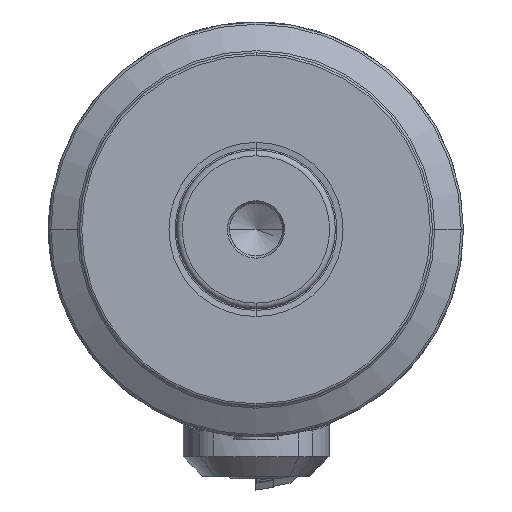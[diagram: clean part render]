
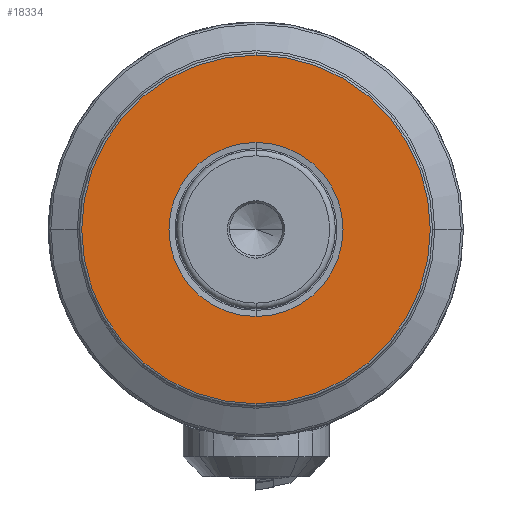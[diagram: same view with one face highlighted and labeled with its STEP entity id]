
A CAD part, left-side view. The second image highlights one B-rep face of the part: STEP entity #18334.
In plain terms, the highlighted planar face has unit normal (-1, 0, 0).
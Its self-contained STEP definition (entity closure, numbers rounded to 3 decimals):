
#1513 = ORIENTED_EDGE ( 'NONE', *, *, #28205, .T. ) ;
#1935 = DIRECTION ( 'NONE',  ( -1., 0., 0. ) ) ;
#3586 = VERTEX_POINT ( 'NONE', #16982 ) ;
#5374 = DIRECTION ( 'NONE',  ( -1., 0., 0. ) ) ;
#5798 = VERTEX_POINT ( 'NONE', #10271 ) ;
#6385 = ORIENTED_EDGE ( 'NONE', *, *, #9423, .F. ) ;
#7181 = CARTESIAN_POINT ( 'NONE',  ( 0., 0., -39.5 ) ) ;
#7843 = CARTESIAN_POINT ( 'NONE',  ( 0., 19.715, 0. ) ) ;
#7960 = CIRCLE ( 'NONE', #8532, 19.715 ) ;
#8532 = AXIS2_PLACEMENT_3D ( 'NONE', #13408, #30011, #15801 ) ;
#9201 = DIRECTION ( 'NONE',  ( -1., 0., 0. ) ) ;
#9423 = EDGE_CURVE ( 'NONE', #5798, #3586, #29000, .T. ) ;
#10271 = CARTESIAN_POINT ( 'NONE',  ( 0., 0., -19.715 ) ) ;
#11403 = VERTEX_POINT ( 'NONE', #13175 ) ;
#12733 = DIRECTION ( 'NONE',  ( 1., 0., 0. ) ) ;
#13175 = CARTESIAN_POINT ( 'NONE',  ( 0., 0., 39.5 ) ) ;
#13408 = CARTESIAN_POINT ( 'NONE',  ( 0., 0., 0. ) ) ;
#14279 = EDGE_CURVE ( 'NONE', #3586, #5798, #7960, .T. ) ;
#14291 = EDGE_LOOP ( 'NONE', ( #21265, #1513 ) ) ;
#15801 = DIRECTION ( 'NONE',  ( 0., 0., 1. ) ) ;
#16195 = CARTESIAN_POINT ( 'NONE',  ( 0., 0., 0. ) ) ;
#16812 = AXIS2_PLACEMENT_3D ( 'NONE', #7843, #12733, #29351 ) ;
#16982 = CARTESIAN_POINT ( 'NONE',  ( 0., 0., 19.715 ) ) ;
#18334 = ADVANCED_FACE ( 'NONE', ( #23880, #29409 ), #26992, .F. ) ;
#18576 = DIRECTION ( 'NONE',  ( 0., 0., 1. ) ) ;
#18750 = VERTEX_POINT ( 'NONE', #7181 ) ;
#19637 = CARTESIAN_POINT ( 'NONE',  ( 0., 0., 0. ) ) ;
#20986 = AXIS2_PLACEMENT_3D ( 'NONE', #16195, #1935, #18576 ) ;
#21265 = ORIENTED_EDGE ( 'NONE', *, *, #23656, .T. ) ;
#21920 = AXIS2_PLACEMENT_3D ( 'NONE', #19637, #5374, #22047 ) ;
#22047 = DIRECTION ( 'NONE',  ( 0., 0., 1. ) ) ;
#22309 = ORIENTED_EDGE ( 'NONE', *, *, #14279, .F. ) ;
#23483 = CARTESIAN_POINT ( 'NONE',  ( 0., 0., 0. ) ) ;
#23656 = EDGE_CURVE ( 'NONE', #11403, #18750, #30160, .T. ) ;
#23880 = FACE_BOUND ( 'NONE', #30016, .T. ) ;
#25857 = DIRECTION ( 'NONE',  ( 0., 0., 1. ) ) ;
#26427 = AXIS2_PLACEMENT_3D ( 'NONE', #23483, #9201, #25857 ) ;
#26992 = PLANE ( 'NONE',  #16812 ) ;
#28205 = EDGE_CURVE ( 'NONE', #18750, #11403, #28857, .T. ) ;
#28857 = CIRCLE ( 'NONE', #20986, 39.5 ) ;
#29000 = CIRCLE ( 'NONE', #26427, 19.715 ) ;
#29351 = DIRECTION ( 'NONE',  ( 0., 0., -1. ) ) ;
#29409 = FACE_OUTER_BOUND ( 'NONE', #14291, .T. ) ;
#30011 = DIRECTION ( 'NONE',  ( -1., 0., 0. ) ) ;
#30016 = EDGE_LOOP ( 'NONE', ( #22309, #6385 ) ) ;
#30160 = CIRCLE ( 'NONE', #21920, 39.5 ) ;
